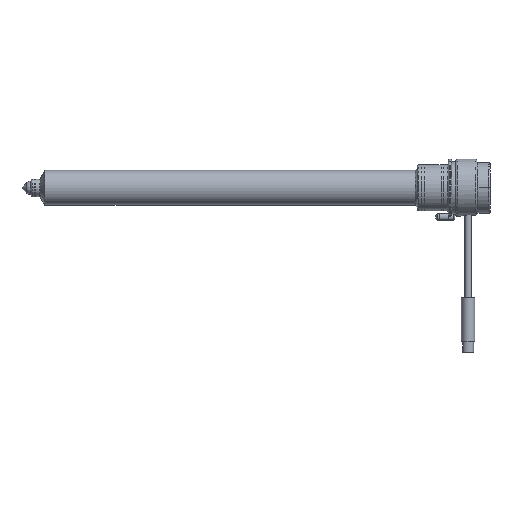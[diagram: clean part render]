
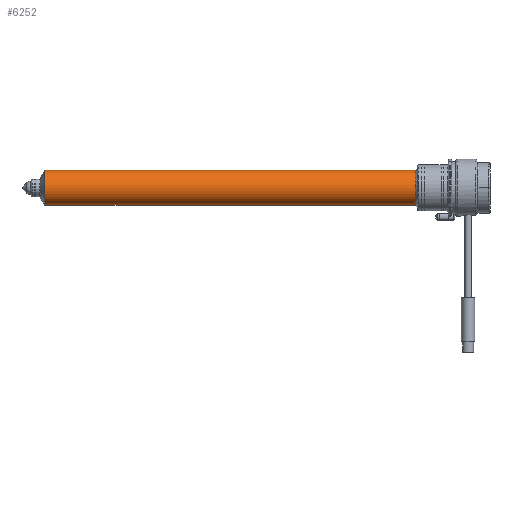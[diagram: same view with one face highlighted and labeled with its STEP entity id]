
A CAD part, top view. The second image highlights one B-rep face of the part: STEP entity #6252.
In plain terms, the highlighted cylindrical face has radius 8 mm (diameter 16 mm), a partial arc.
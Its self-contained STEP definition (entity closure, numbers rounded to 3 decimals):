
#125 = CARTESIAN_POINT ( 'NONE',  ( 0., 0., 0. ) ) ;
#504 = DIRECTION ( 'NONE',  ( 0., 0., -1. ) ) ;
#774 = AXIS2_PLACEMENT_3D ( 'NONE', #1481, #9306, #10598 ) ;
#939 = CIRCLE ( 'NONE', #11163, 8. ) ;
#1481 = CARTESIAN_POINT ( 'NONE',  ( 0., 0., -10.436 ) ) ;
#1719 = VERTEX_POINT ( 'NONE', #16716 ) ;
#2143 = VERTEX_POINT ( 'NONE', #7885 ) ;
#2580 = ORIENTED_EDGE ( 'NONE', *, *, #6199, .T. ) ;
#2732 = DIRECTION ( 'NONE',  ( 0., 0., -1. ) ) ;
#2749 = AXIS2_PLACEMENT_3D ( 'NONE', #125, #2732, #13071 ) ;
#2808 = LINE ( 'NONE', #4256, #5435 ) ;
#3676 = CARTESIAN_POINT ( 'NONE',  ( 8., 0., -10.436 ) ) ;
#3921 = CARTESIAN_POINT ( 'NONE',  ( 0., 0., -179. ) ) ;
#4186 = ORIENTED_EDGE ( 'NONE', *, *, #13141, .T. ) ;
#4256 = CARTESIAN_POINT ( 'NONE',  ( 8., 0., 0. ) ) ;
#4910 = EDGE_CURVE ( 'NONE', #2143, #1719, #939, .T. ) ;
#5197 = ORIENTED_EDGE ( 'NONE', *, *, #16021, .F. ) ;
#5435 = VECTOR ( 'NONE', #10701, 1000. ) ;
#5603 = VERTEX_POINT ( 'NONE', #3676 ) ;
#6199 = EDGE_CURVE ( 'NONE', #10888, #5603, #11824, .T. ) ;
#6252 = ADVANCED_FACE ( 'NONE', ( #15846 ), #10416, .T. ) ;
#7885 = CARTESIAN_POINT ( 'NONE',  ( 8., 0., -179. ) ) ;
#8921 = CARTESIAN_POINT ( 'NONE',  ( -8., 0., -10.436 ) ) ;
#9306 = DIRECTION ( 'NONE',  ( 0., 0., -1. ) ) ;
#9462 = CARTESIAN_POINT ( 'NONE',  ( -8., 0., 0. ) ) ;
#10048 = LINE ( 'NONE', #9462, #16482 ) ;
#10416 = CYLINDRICAL_SURFACE ( 'NONE', #2749, 8. ) ;
#10598 = DIRECTION ( 'NONE',  ( -1., 0., 0. ) ) ;
#10701 = DIRECTION ( 'NONE',  ( 0., 0., -1. ) ) ;
#10888 = VERTEX_POINT ( 'NONE', #8921 ) ;
#11163 = AXIS2_PLACEMENT_3D ( 'NONE', #3921, #14252, #15553 ) ;
#11439 = ORIENTED_EDGE ( 'NONE', *, *, #4910, .T. ) ;
#11824 = CIRCLE ( 'NONE', #774, 8. ) ;
#12520 = EDGE_LOOP ( 'NONE', ( #2580, #4186, #11439, #5197 ) ) ;
#13071 = DIRECTION ( 'NONE',  ( -1., 0., 0. ) ) ;
#13141 = EDGE_CURVE ( 'NONE', #5603, #2143, #2808, .T. ) ;
#14252 = DIRECTION ( 'NONE',  ( 0., 0., 1. ) ) ;
#15553 = DIRECTION ( 'NONE',  ( -1., 0., 0. ) ) ;
#15846 = FACE_OUTER_BOUND ( 'NONE', #12520, .T. ) ;
#16021 = EDGE_CURVE ( 'NONE', #10888, #1719, #10048, .T. ) ;
#16482 = VECTOR ( 'NONE', #504, 1000. ) ;
#16716 = CARTESIAN_POINT ( 'NONE',  ( -8., 0., -179. ) ) ;
